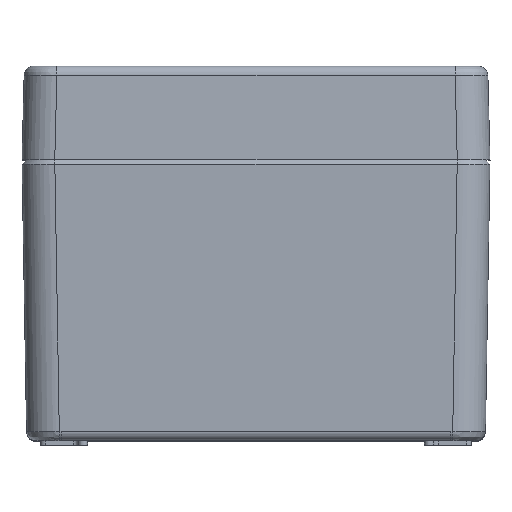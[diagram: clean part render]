
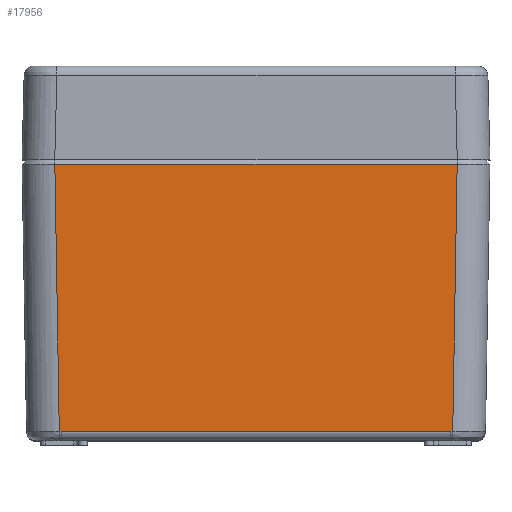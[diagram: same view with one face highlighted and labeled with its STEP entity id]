
A CAD part, top view. The second image highlights one B-rep face of the part: STEP entity #17956.
In plain terms, the highlighted planar face has unit normal (0, -0.017, 1).
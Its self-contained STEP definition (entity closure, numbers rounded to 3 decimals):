
#174 = VECTOR ( 'NONE', #4019, 1000. ) ;
#633 = EDGE_CURVE ( 'NONE', #9016, #16120, #16236, .T. ) ;
#659 = CARTESIAN_POINT ( 'NONE',  ( 41.659, -58.033, 49.033 ) ) ;
#1411 = VECTOR ( 'NONE', #5766, 1000. ) ;
#1506 = AXIS2_PLACEMENT_3D ( 'NONE', #1908, #9476, #1992 ) ;
#1908 = CARTESIAN_POINT ( 'NONE',  ( -50., 0., 50. ) ) ;
#1992 = DIRECTION ( 'NONE',  ( 0., -1., -0.017 ) ) ;
#2678 = ORIENTED_EDGE ( 'NONE', *, *, #17820, .T. ) ;
#3201 = CARTESIAN_POINT ( 'NONE',  ( -41.909, -58.034, 49.033 ) ) ;
#3614 = FACE_OUTER_BOUND ( 'NONE', #6755, .T. ) ;
#3723 = CARTESIAN_POINT ( 'NONE',  ( -41.784, -58.033, 49.033 ) ) ;
#3791 = CARTESIAN_POINT ( 'NONE',  ( 42.984, -1., 49.983 ) ) ;
#3921 = LINE ( 'NONE', #15788, #174 ) ;
#4019 = DIRECTION ( 'NONE',  ( 1., 0., 0. ) ) ;
#4384 = EDGE_CURVE ( 'NONE', #16120, #11049, #8389, .T. ) ;
#5233 = DIRECTION ( 'NONE',  ( -1., 0., 0. ) ) ;
#5612 = CARTESIAN_POINT ( 'NONE',  ( -43.001, -1., 49.983 ) ) ;
#5766 = DIRECTION ( 'NONE',  ( 0.017, -1., -0.017 ) ) ;
#6414 = PLANE ( 'NONE',  #1506 ) ;
#6755 = EDGE_LOOP ( 'NONE', ( #9434, #10819, #2678, #18067, #9597, #7227 ) ) ;
#7227 = ORIENTED_EDGE ( 'NONE', *, *, #7554, .T. ) ;
#7376 = VECTOR ( 'NONE', #5233, 1000. ) ;
#7554 = EDGE_CURVE ( 'NONE', #11049, #13086, #18329, .T. ) ;
#8346 = B_SPLINE_CURVE_WITH_KNOTS ( 'NONE', 3,
 ( #8961, #3201, #3723, #9051 ),
 .UNSPECIFIED., .F., .F.,
 ( 4, 4 ),
 ( 0., 0. ),
 .UNSPECIFIED. ) ;
#8389 = LINE ( 'NONE', #17075, #11833 ) ;
#8482 = DIRECTION ( 'NONE',  ( 0.017, 1., 0.017 ) ) ;
#8780 = CARTESIAN_POINT ( 'NONE',  ( -42.984, -1., 49.983 ) ) ;
#8961 = CARTESIAN_POINT ( 'NONE',  ( -42.034, -58.036, 49.033 ) ) ;
#9016 = VERTEX_POINT ( 'NONE', #12130 ) ;
#9051 = CARTESIAN_POINT ( 'NONE',  ( -41.659, -58.033, 49.033 ) ) ;
#9434 = ORIENTED_EDGE ( 'NONE', *, *, #9677, .T. ) ;
#9476 = DIRECTION ( 'NONE',  ( 0., -0.017, 1. ) ) ;
#9597 = ORIENTED_EDGE ( 'NONE', *, *, #4384, .T. ) ;
#9634 = VERTEX_POINT ( 'NONE', #9890 ) ;
#9677 = EDGE_CURVE ( 'NONE', #13086, #13790, #17227, .T. ) ;
#9890 = CARTESIAN_POINT ( 'NONE',  ( -41.659, -58.033, 49.033 ) ) ;
#10818 = CARTESIAN_POINT ( 'NONE',  ( 41.909, -58.034, 49.033 ) ) ;
#10819 = ORIENTED_EDGE ( 'NONE', *, *, #18272, .T. ) ;
#11049 = VERTEX_POINT ( 'NONE', #3791 ) ;
#11178 = CARTESIAN_POINT ( 'NONE',  ( -42.034, -58.036, 49.033 ) ) ;
#11597 = CARTESIAN_POINT ( 'NONE',  ( -43.003, 0.117, 50.002 ) ) ;
#11833 = VECTOR ( 'NONE', #8482, 1000. ) ;
#12066 = CARTESIAN_POINT ( 'NONE',  ( 42.034, -58.036, 49.033 ) ) ;
#12130 = CARTESIAN_POINT ( 'NONE',  ( 41.659, -58.033, 49.033 ) ) ;
#13086 = VERTEX_POINT ( 'NONE', #8780 ) ;
#13790 = VERTEX_POINT ( 'NONE', #11178 ) ;
#14488 = CARTESIAN_POINT ( 'NONE',  ( 42.034, -58.036, 49.033 ) ) ;
#15788 = CARTESIAN_POINT ( 'NONE',  ( 42.001, -58.033, 49.033 ) ) ;
#16120 = VERTEX_POINT ( 'NONE', #14488 ) ;
#16236 = B_SPLINE_CURVE_WITH_KNOTS ( 'NONE', 3,
 ( #659, #17979, #10818, #12066 ),
 .UNSPECIFIED., .F., .F.,
 ( 4, 4 ),
 ( 0., 0. ),
 .UNSPECIFIED. ) ;
#17075 = CARTESIAN_POINT ( 'NONE',  ( 42.975, -1.549, 49.974 ) ) ;
#17227 = LINE ( 'NONE', #11597, #1411 ) ;
#17820 = EDGE_CURVE ( 'NONE', #9634, #9016, #3921, .T. ) ;
#17956 = ADVANCED_FACE ( 'NONE', ( #3614 ), #6414, .T. ) ;
#17979 = CARTESIAN_POINT ( 'NONE',  ( 41.784, -58.033, 49.033 ) ) ;
#18067 = ORIENTED_EDGE ( 'NONE', *, *, #633, .T. ) ;
#18272 = EDGE_CURVE ( 'NONE', #13790, #9634, #8346, .T. ) ;
#18329 = LINE ( 'NONE', #5612, #7376 ) ;
